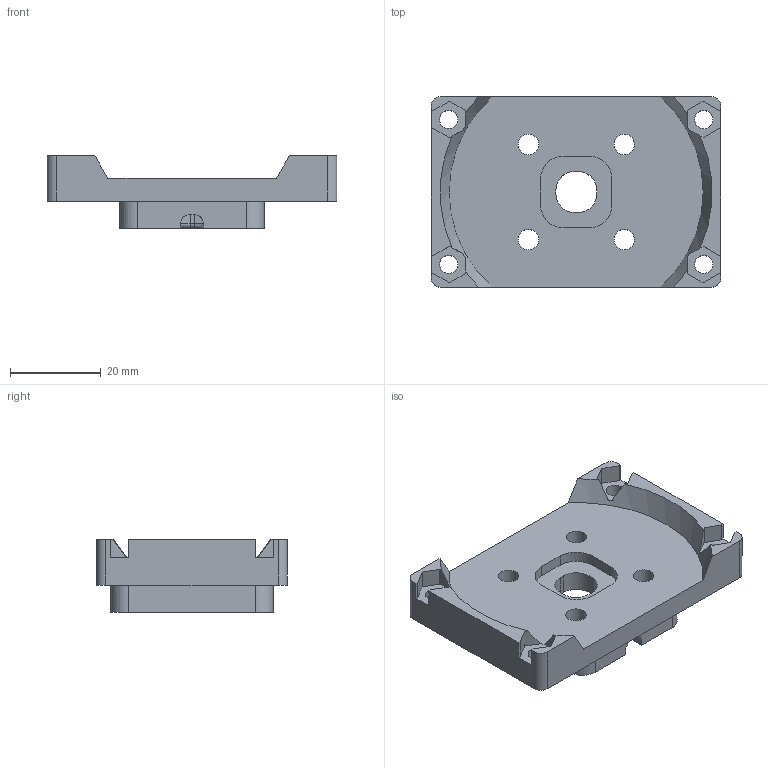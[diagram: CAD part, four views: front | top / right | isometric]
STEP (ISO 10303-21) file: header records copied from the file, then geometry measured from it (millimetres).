
FILE_DESCRIPTION(/* description */ (''),/* implementation_level */ '2;1');
FILE_NAME(/* name */ 'Faraday R2 motor - 63mm t.stp',/* time_stamp */ '2015-09-26T13:47:17+02:00',/* author */ (''),/* organization */ (''),/* preprocessor_version */ 'ST-DEVELOPER v15.2',/* originating_system */ 'Autodesk Translator Framework v2.0.0.5431',/* authorisation */ '');
FILE_SCHEMA (('AUTOMOTIVE_DESIGN { 1 0 10303 214 3 1 1 }'));
Length unit declared in the file: centimetre
Products named in the file (1): Faraday R2 motor - 63mm t
Bounding box: 64 x 42 x 16 mm (x, y, z)
Volume: 18427.9 mm3; surface area: 9412.4 mm2
Topology: 1 solids, 1 shells, 157 faces, 438 edges, 285 vertices
Faces by surface type: plane 102, cylinder 41, torus 12, cone 2
Full cylindrical faces by diameter (mm): 4 x4, 4.5 x4
Entity records: 5085 total; most frequent: CARTESIAN_POINT 1013, ORIENTED_EDGE 852, DIRECTION 832, EDGE_CURVE 426, LINE 288, VECTOR 288, VERTEX_POINT 281, AXIS2_PLACEMENT_3D 272
